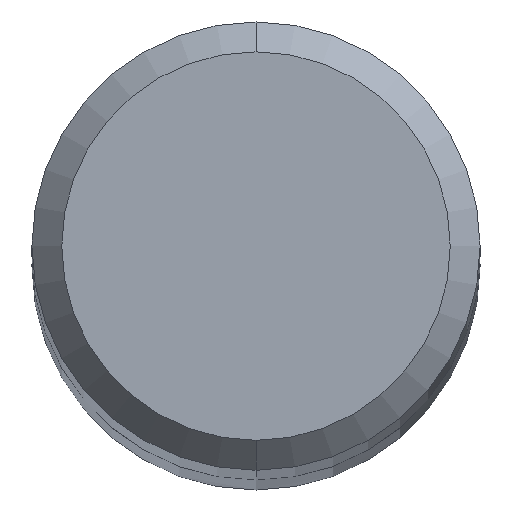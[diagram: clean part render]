
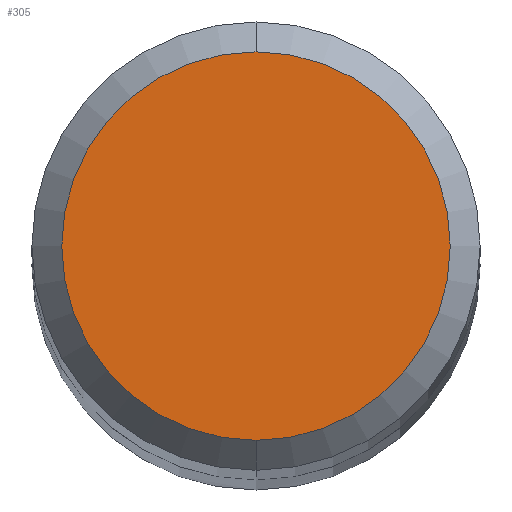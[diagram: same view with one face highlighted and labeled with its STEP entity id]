
A CAD part, top view. The second image highlights one B-rep face of the part: STEP entity #305.
In plain terms, the highlighted planar face has unit normal (0, 0, 1).
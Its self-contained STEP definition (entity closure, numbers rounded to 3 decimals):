
#201=EDGE_CURVE('',#353,#329,#466,.T.);
#259=EDGE_CURVE('',#329,#353,#532,.T.);
#305=ADVANCED_FACE('',(#579),#580,.T.);
#329=VERTEX_POINT('',#607);
#353=VERTEX_POINT('',#633);
#466=CIRCLE('',#805,1.95);
#532=CIRCLE('',#953,1.95);
#579=FACE_OUTER_BOUND('',#1110,.T.);
#580=PLANE('',#1111);
#607=CARTESIAN_POINT('',(0.,-1.95,53.0));
#633=CARTESIAN_POINT('',(0.0,1.95,53.0));
#805=AXIS2_PLACEMENT_3D('',#1343,#1344,#1345);
#953=AXIS2_PLACEMENT_3D('',#1430,#1431,#1432);
#1110=EDGE_LOOP('',(#1460,#1461));
#1111=AXIS2_PLACEMENT_3D('',#1462,#1463,#1464);
#1343=CARTESIAN_POINT('',(0.0,0.0,53.0));
#1344=DIRECTION('',(0.0,0.0,-1.0));
#1345=DIRECTION('',(0.0,1.0,0.0));
#1430=CARTESIAN_POINT('',(0.0,0.0,53.0));
#1431=DIRECTION('',(0.0,0.0,-1.0));
#1432=DIRECTION('',(0.0,1.0,0.0));
#1460=ORIENTED_EDGE('',*,*,#201,.F.);
#1461=ORIENTED_EDGE('',*,*,#259,.F.);
#1462=CARTESIAN_POINT('',(0.0,0.975,53.0));
#1463=DIRECTION('',(0.0,0.0,1.0));
#1464=DIRECTION('',(0.0,-1.0,0.0));
